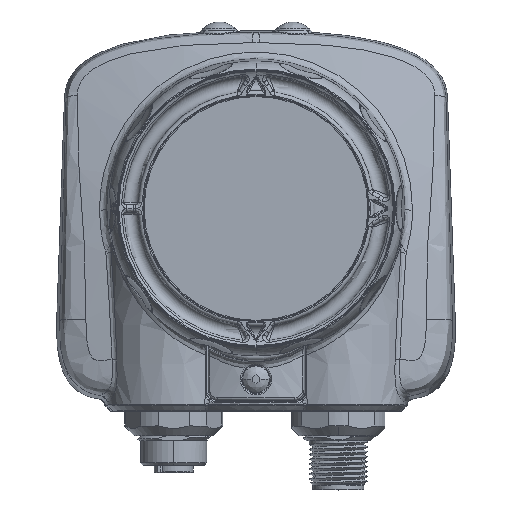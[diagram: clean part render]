
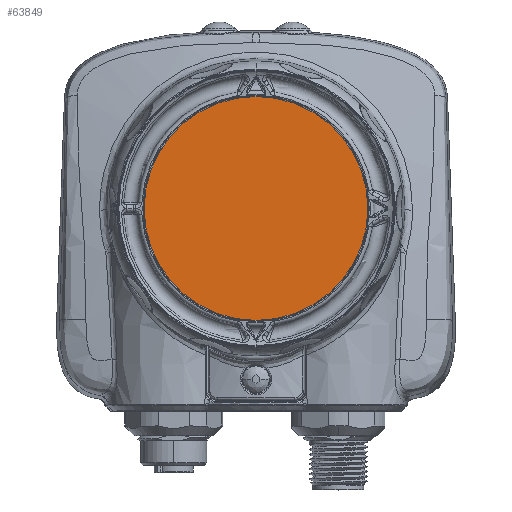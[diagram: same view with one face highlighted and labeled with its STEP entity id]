
A CAD part, top view. The second image highlights one B-rep face of the part: STEP entity #63849.
In plain terms, the highlighted planar face has unit normal (0, 0, 1).
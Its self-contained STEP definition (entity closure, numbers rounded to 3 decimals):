
#17701=CARTESIAN_POINT('',(0.,1.25,36.95));
#17702=DIRECTION('',(0.,0.,-1.));
#17703=DIRECTION('',(0.,1.,0.));
#17704=AXIS2_PLACEMENT_3D('',#17701,#17702,#17703);
#17706=CARTESIAN_POINT('',(0.,1.25,36.95));
#17707=DIRECTION('',(0.,0.,-1.));
#17708=DIRECTION('',(0.,-1.,0.));
#17709=AXIS2_PLACEMENT_3D('',#17706,#17707,#17708);
#36442=CARTESIAN_POINT('',(0.,24.032,36.95));
#36443=CARTESIAN_POINT('',(0.,-21.532,36.95));
#36444=VERTEX_POINT('',#36442);
#36445=VERTEX_POINT('',#36443);
#63840=CARTESIAN_POINT('',(0.,1.25,36.95));
#63841=DIRECTION('',(0.,0.,1.));
#63842=DIRECTION('',(0.,1.,0.));
#63843=AXIS2_PLACEMENT_3D('',#63840,#63841,#63842);
#63844=PLANE('',#63843);
#63845=ORIENTED_EDGE('',*,*,#63834,.T.);
#63846=ORIENTED_EDGE('',*,*,#63820,.T.);
#63847=EDGE_LOOP('',(#63845,#63846));
#63848=FACE_OUTER_BOUND('',#63847,.F.);
#63849=ADVANCED_FACE('',(#63848),#63844,.T.);
#17705=CIRCLE('',#17704,22.782);
#17710=CIRCLE('',#17709,22.782);
#63820=EDGE_CURVE('',#36445,#36444,#17710,.T.);
#63834=EDGE_CURVE('',#36444,#36445,#17705,.T.);
